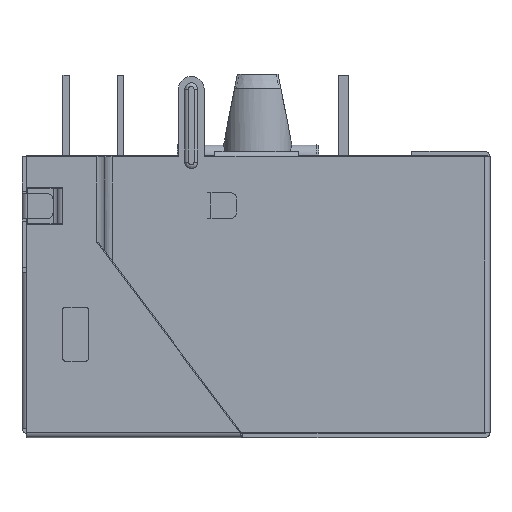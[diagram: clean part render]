
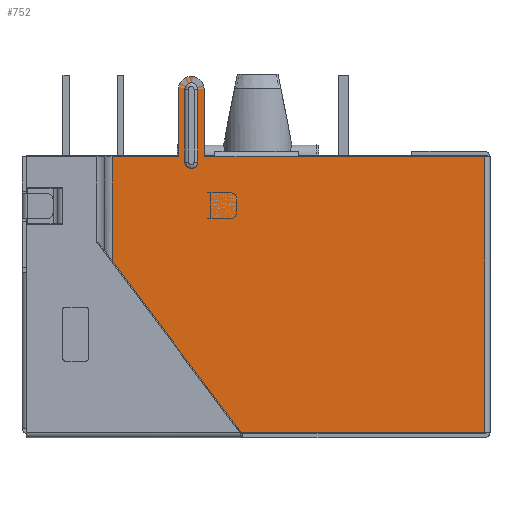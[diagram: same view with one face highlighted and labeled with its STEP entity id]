
A CAD part, left-side view. The second image highlights one B-rep face of the part: STEP entity #752.
In plain terms, the highlighted planar face has unit normal (-1, 0, 0).
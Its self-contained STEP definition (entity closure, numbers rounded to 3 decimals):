
#752 = ADVANCED_FACE( '', ( #1901, #1902 ), #1903, .T. );
#1901 = FACE_OUTER_BOUND( '', #3297, .T. );
#1902 = FACE_BOUND( '', #3298, .T. );
#1903 = PLANE( '', #3299 );
#3297 = EDGE_LOOP( '', ( #5001, #5002, #5003, #5004, #5005, #5006, #5007, #5008, #5009, #5010, #5011 ) );
#3298 = EDGE_LOOP( '', ( #5012, #5013, #5014, #5015 ) );
#3299 = AXIS2_PLACEMENT_3D( '', #5016, #5017, #5018 );
#5001 = ORIENTED_EDGE( '', *, *, #10114, .T. );
#5002 = ORIENTED_EDGE( '', *, *, #10115, .T. );
#5003 = ORIENTED_EDGE( '', *, *, #10116, .T. );
#5004 = ORIENTED_EDGE( '', *, *, #10117, .T. );
#5005 = ORIENTED_EDGE( '', *, *, #10110, .T. );
#5006 = ORIENTED_EDGE( '', *, *, #10112, .F. );
#5007 = ORIENTED_EDGE( '', *, *, #10118, .F. );
#5008 = ORIENTED_EDGE( '', *, *, #10119, .F. );
#5009 = ORIENTED_EDGE( '', *, *, #10108, .T. );
#5010 = ORIENTED_EDGE( '', *, *, #10120, .T. );
#5011 = ORIENTED_EDGE( '', *, *, #10077, .T. );
#5012 = ORIENTED_EDGE( '', *, *, #10121, .T. );
#5013 = ORIENTED_EDGE( '', *, *, #10122, .T. );
#5014 = ORIENTED_EDGE( '', *, *, #10123, .T. );
#5015 = ORIENTED_EDGE( '', *, *, #10124, .T. );
#5016 = CARTESIAN_POINT( '', ( -7.94, -10.661, -6.43 ) );
#5017 = DIRECTION( '', ( -1., 0., 0. ) );
#5018 = DIRECTION( '', ( 0., -1., 0. ) );
#10077 = EDGE_CURVE( '', #11883, #11884, #11885, .T. );
#10108 = EDGE_CURVE( '', #11929, #11941, #11943, .T. );
#10110 = EDGE_CURVE( '', #11946, #11944, #11947, .T. );
#10112 = EDGE_CURVE( '', #11949, #11944, #11950, .T. );
#10114 = EDGE_CURVE( '', #11884, #11952, #11953, .T. );
#10115 = EDGE_CURVE( '', #11952, #11954, #11955, .T. );
#10116 = EDGE_CURVE( '', #11954, #11956, #11957, .T. );
#10117 = EDGE_CURVE( '', #11956, #11946, #11958, .T. );
#10118 = EDGE_CURVE( '', #11959, #11949, #11960, .T. );
#10119 = EDGE_CURVE( '', #11929, #11959, #11961, .T. );
#10120 = EDGE_CURVE( '', #11941, #11883, #11962, .T. );
#10121 = EDGE_CURVE( '', #11963, #11964, #11965, .T. );
#10122 = EDGE_CURVE( '', #11964, #11966, #11967, .F. );
#10123 = EDGE_CURVE( '', #11966, #11968, #11969, .T. );
#10124 = EDGE_CURVE( '', #11968, #11963, #11970, .F. );
#11883 = VERTEX_POINT( '', #14469 );
#11884 = VERTEX_POINT( '', #14470 );
#11885 = LINE( '', #14471, #14472 );
#11929 = VERTEX_POINT( '', #14531 );
#11941 = VERTEX_POINT( '', #14547 );
#11943 = LINE( '', #14549, #14550 );
#11944 = VERTEX_POINT( '', #14551 );
#11946 = VERTEX_POINT( '', #14554 );
#11947 = LINE( '', #14555, #14556 );
#11949 = VERTEX_POINT( '', #14559 );
#11950 = LINE( '', #14560, #14561 );
#11952 = VERTEX_POINT( '', #14564 );
#11953 = LINE( '', #14565, #14566 );
#11954 = VERTEX_POINT( '', #14567 );
#11955 = LINE( '', #14568, #14569 );
#11956 = VERTEX_POINT( '', #14570 );
#11957 = LINE( '', #14571, #14572 );
#11958 = LINE( '', #14573, #14574 );
#11959 = VERTEX_POINT( '', #14575 );
#11960 = CIRCLE( '', #14576, 0.6 );
#11961 = LINE( '', #14577, #14578 );
#11962 = LINE( '', #14579, #14580 );
#11963 = VERTEX_POINT( '', #14581 );
#11964 = VERTEX_POINT( '', #14582 );
#11965 = LINE( '', #14583, #14584 );
#11966 = VERTEX_POINT( '', #14585 );
#11967 = CIRCLE( '', #14586, 0.3 );
#11968 = VERTEX_POINT( '', #14587 );
#11969 = LINE( '', #14588, #14589 );
#11970 = CIRCLE( '', #14590, 0.3 );
#14469 = CARTESIAN_POINT( '', ( -7.94, 6.82, 1.582 ) );
#14470 = CARTESIAN_POINT( '', ( -7.94, 0.794, -6.43 ) );
#14471 = CARTESIAN_POINT( '', ( -7.94, 6.82, 1.582 ) );
#14472 = VECTOR( '', #18205, 1000. );
#14531 = CARTESIAN_POINT( '', ( -7.94, 3.72, 6.43 ) );
#14547 = CARTESIAN_POINT( '', ( -7.94, 6.82, 6.43 ) );
#14549 = CARTESIAN_POINT( '', ( -7.94, -10.661, 6.43 ) );
#14550 = VECTOR( '', #18258, 1000. );
#14551 = CARTESIAN_POINT( '', ( -7.94, 2.52, 6.43 ) );
#14554 = CARTESIAN_POINT( '', ( -7.94, 2.02, 6.43 ) );
#14555 = CARTESIAN_POINT( '', ( -7.94, -10.661, 6.43 ) );
#14556 = VECTOR( '', #18260, 1000. );
#14559 = CARTESIAN_POINT( '', ( -7.94, 2.52, 9.58 ) );
#14560 = CARTESIAN_POINT( '', ( -7.94, 2.52, 9.58 ) );
#14561 = VECTOR( '', #18262, 1000. );
#14564 = CARTESIAN_POINT( '', ( -7.94, -10.57, -6.43 ) );
#14565 = CARTESIAN_POINT( '', ( -7.94, 0.794, -6.43 ) );
#14566 = VECTOR( '', #18264, 1000. );
#14567 = CARTESIAN_POINT( '', ( -7.94, -10.57, 6.43 ) );
#14568 = CARTESIAN_POINT( '', ( -7.94, -10.57, -6.43 ) );
#14569 = VECTOR( '', #18265, 1000. );
#14570 = CARTESIAN_POINT( '', ( -7.94, -1.88, 6.43 ) );
#14571 = CARTESIAN_POINT( '', ( -7.94, -10.661, 6.43 ) );
#14572 = VECTOR( '', #18266, 1000. );
#14573 = CARTESIAN_POINT( '', ( -7.94, -1.88, 6.43 ) );
#14574 = VECTOR( '', #18267, 1000. );
#14575 = CARTESIAN_POINT( '', ( -7.94, 3.72, 9.58 ) );
#14576 = AXIS2_PLACEMENT_3D( '', #18268, #18269, #18270 );
#14577 = CARTESIAN_POINT( '', ( -7.94, 3.72, 6.43 ) );
#14578 = VECTOR( '', #18271, 1000. );
#14579 = CARTESIAN_POINT( '', ( -7.94, 6.82, 6.43 ) );
#14580 = VECTOR( '', #18272, 1000. );
#14581 = CARTESIAN_POINT( '', ( -7.94, 2.82, 9.58 ) );
#14582 = CARTESIAN_POINT( '', ( -7.94, 2.82, 6.18 ) );
#14583 = CARTESIAN_POINT( '', ( -7.94, 2.82, -6.43 ) );
#14584 = VECTOR( '', #18273, 1000. );
#14585 = CARTESIAN_POINT( '', ( -7.94, 3.42, 6.18 ) );
#14586 = AXIS2_PLACEMENT_3D( '', #18274, #18275, #18276 );
#14587 = CARTESIAN_POINT( '', ( -7.94, 3.42, 9.58 ) );
#14588 = CARTESIAN_POINT( '', ( -7.94, 3.42, -6.43 ) );
#14589 = VECTOR( '', #18277, 1000. );
#14590 = AXIS2_PLACEMENT_3D( '', #18278, #18279, #18280 );
#18205 = DIRECTION( '', ( 0., -0.601, -0.799 ) );
#18258 = DIRECTION( '', ( 0., 1., 0. ) );
#18260 = DIRECTION( '', ( 0., 1., 0. ) );
#18262 = DIRECTION( '', ( 0., 0., -1. ) );
#18264 = DIRECTION( '', ( 0., -1., 0. ) );
#18265 = DIRECTION( '', ( 0., 0., 1. ) );
#18266 = DIRECTION( '', ( 0., 1., 0. ) );
#18267 = DIRECTION( '', ( 0., 1., 0. ) );
#18268 = CARTESIAN_POINT( '', ( -7.94, 3.12, 9.58 ) );
#18269 = DIRECTION( '', ( 1., 0., 0. ) );
#18270 = DIRECTION( '', ( 0., 1., 0. ) );
#18271 = DIRECTION( '', ( 0., 0., 1. ) );
#18272 = DIRECTION( '', ( 0., 0., -1. ) );
#18273 = DIRECTION( '', ( 0., 0., -1. ) );
#18274 = CARTESIAN_POINT( '', ( -7.94, 3.12, 6.18 ) );
#18275 = DIRECTION( '', ( -1., 0., 0. ) );
#18276 = DIRECTION( '', ( 0., -1., 0. ) );
#18277 = DIRECTION( '', ( 0., 0., 1. ) );
#18278 = CARTESIAN_POINT( '', ( -7.94, 3.12, 9.58 ) );
#18279 = DIRECTION( '', ( -1., 0., 0. ) );
#18280 = DIRECTION( '', ( 0., -1., 0. ) );
